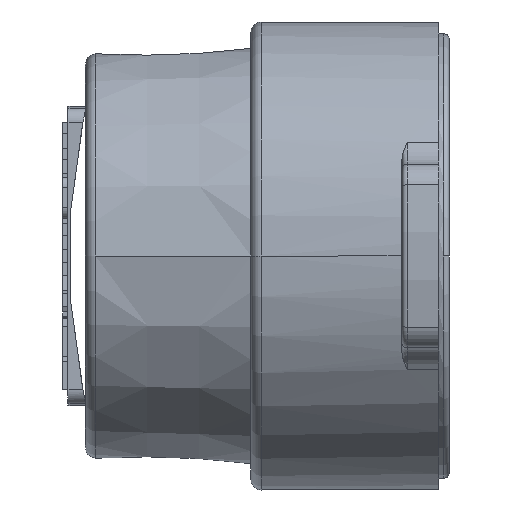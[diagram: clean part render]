
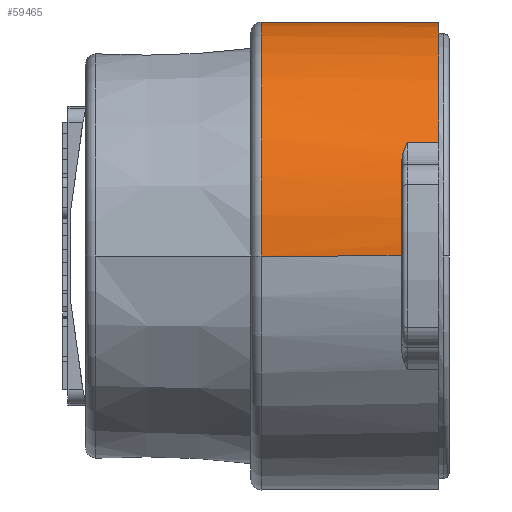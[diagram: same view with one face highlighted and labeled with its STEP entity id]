
A CAD part, front view. The second image highlights one B-rep face of the part: STEP entity #59465.
In plain terms, the highlighted cylindrical face has radius 34.925 mm (diameter 69.85 mm), a partial arc.
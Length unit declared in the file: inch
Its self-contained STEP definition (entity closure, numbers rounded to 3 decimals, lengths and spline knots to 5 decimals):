
#2358 = AXIS2_PLACEMENT_3D ( 'NONE', #29528, #75854, #77145 ) ;
#2557 = VERTEX_POINT ( 'NONE', #51833 ) ;
#4403 = LINE ( 'NONE', #32207, #32628 ) ;
#5811 = DIRECTION ( 'NONE',  ( 1., 0., 0. ) ) ;
#6933 = CARTESIAN_POINT ( 'NONE',  ( 1.80886, -1.20158, 0.66846 ) ) ;
#7256 = CARTESIAN_POINT ( 'NONE',  ( 1.80493, -1.20654, 0.65948 ) ) ;
#7348 = CARTESIAN_POINT ( 'NONE',  ( 1.87086, 0., 0. ) ) ;
#8299 = AXIS2_PLACEMENT_3D ( 'NONE', #7348, #73312, #34312 ) ;
#9334 = ORIENTED_EDGE ( 'NONE', *, *, #55605, .F. ) ;
#10654 = DIRECTION ( 'NONE',  ( 1., 0., 0. ) ) ;
#13300 = ORIENTED_EDGE ( 'NONE', *, *, #79398, .T. ) ;
#14094 = CIRCLE ( 'NONE', #62563, 1.375 ) ;
#14132 = VERTEX_POINT ( 'NONE', #27469 ) ;
#14382 = ORIENTED_EDGE ( 'NONE', *, *, #44575, .F. ) ;
#16876 = VERTEX_POINT ( 'NONE', #6933 ) ;
#17186 = EDGE_CURVE ( 'NONE', #16876, #77595, #77852, .T. ) ;
#17592 = VECTOR ( 'NONE', #26067, 39.37008 ) ;
#18127 = CARTESIAN_POINT ( 'NONE',  ( 1.77786, 0., 0. ) ) ;
#18283 = ORIENTED_EDGE ( 'NONE', *, *, #53876, .F. ) ;
#19154 = CARTESIAN_POINT ( 'NONE',  ( 1.87086, 1.26958, 0.528 ) ) ;
#19166 = VERTEX_POINT ( 'NONE', #59600 ) ;
#19335 = DIRECTION ( 'NONE',  ( 0., -0.986, 0.168 ) ) ;
#19950 = CARTESIAN_POINT ( 'NONE',  ( 1.77786, -1.25447, 0.56296 ) ) ;
#20772 = CARTESIAN_POINT ( 'NONE',  ( 1.80734, -1.20351, 0.66499 ) ) ;
#22512 = VECTOR ( 'NONE', #10654, 39.37008 ) ;
#23243 = LINE ( 'NONE', #23676, #22512 ) ;
#23676 = CARTESIAN_POINT ( 'NONE',  ( 0.953, -1.375, 0. ) ) ;
#25574 = VECTOR ( 'NONE', #78982, 39.37008 ) ;
#26067 = DIRECTION ( 'NONE',  ( 1., 0., 0. ) ) ;
#27278 = VERTEX_POINT ( 'NONE', #54801 ) ;
#27469 = CARTESIAN_POINT ( 'NONE',  ( 1.85004, -1.35555, 0.23043 ) ) ;
#27981 = EDGE_CURVE ( 'NONE', #14132, #27278, #42750, .T. ) ;
#29528 = CARTESIAN_POINT ( 'NONE',  ( 0.953, 0., 0. ) ) ;
#30880 = CARTESIAN_POINT ( 'NONE',  ( 1.87086, 1.375, 0. ) ) ;
#31488 = EDGE_CURVE ( 'NONE', #16876, #84523, #74761, .T. ) ;
#31528 = EDGE_LOOP ( 'NONE', ( #14382, #31842, #13300, #36070, #74018, #35192, #84885, #80799, #18283, #35060, #9334 ) ) ;
#31647 = CARTESIAN_POINT ( 'NONE',  ( 0.953, 1.375, 0. ) ) ;
#31649 = CARTESIAN_POINT ( 'NONE',  ( 1.87086, 1.26958, 0.528 ) ) ;
#31842 = ORIENTED_EDGE ( 'NONE', *, *, #70717, .F. ) ;
#32176 = LINE ( 'NONE', #19154, #17592 ) ;
#32207 = CARTESIAN_POINT ( 'NONE',  ( 0.953, 1.375, 0. ) ) ;
#32358 = FACE_OUTER_BOUND ( 'NONE', #31528, .T. ) ;
#32628 = VECTOR ( 'NONE', #65127, 39.37008 ) ;
#33212 = CARTESIAN_POINT ( 'NONE',  ( 1.80886, -1.20158, 0.66846 ) ) ;
#34312 = DIRECTION ( 'NONE',  ( 0., 1., 0. ) ) ;
#35055 = CARTESIAN_POINT ( 'NONE',  ( 1.79913, -1.2139, 0.64581 ) ) ;
#35060 = ORIENTED_EDGE ( 'NONE', *, *, #70440, .F. ) ;
#35192 = ORIENTED_EDGE ( 'NONE', *, *, #58214, .F. ) ;
#35629 = AXIS2_PLACEMENT_3D ( 'NONE', #66235, #51985, #65419 ) ;
#36070 = ORIENTED_EDGE ( 'NONE', *, *, #27981, .F. ) ;
#37497 = EDGE_CURVE ( 'NONE', #19166, #14132, #58637, .T. ) ;
#38022 = CARTESIAN_POINT ( 'NONE',  ( 0.953, -1.375, 0. ) ) ;
#40876 = CARTESIAN_POINT ( 'NONE',  ( 1.77786, -1.25447, 0.56296 ) ) ;
#42626 = VERTEX_POINT ( 'NONE', #30880 ) ;
#42750 = CIRCLE ( 'NONE', #84288, 1.375 ) ;
#44575 = EDGE_CURVE ( 'NONE', #56293, #42626, #4403, .T. ) ;
#46046 = CARTESIAN_POINT ( 'NONE',  ( 1.77786, -1.35555, 0.23043 ) ) ;
#46617 = DIRECTION ( 'NONE',  ( 1., 0., 0. ) ) ;
#47218 = CARTESIAN_POINT ( 'NONE',  ( 1.80195, -1.21031, 0.65252 ) ) ;
#48085 = CARTESIAN_POINT ( 'NONE',  ( 1.79818, -1.21512, 0.64351 ) ) ;
#51465 = DIRECTION ( 'NONE',  ( 1., 0., 0. ) ) ;
#51833 = CARTESIAN_POINT ( 'NONE',  ( 1.99586, 1.26958, 0.528 ) ) ;
#51985 = DIRECTION ( 'NONE',  ( 1., 0., 0. ) ) ;
#52255 = CARTESIAN_POINT ( 'NONE',  ( 1.85004, 0., 0. ) ) ;
#52675 = CARTESIAN_POINT ( 'NONE',  ( 0.93331, 0., 0. ) ) ;
#53876 = EDGE_CURVE ( 'NONE', #2557, #84523, #70356, .T. ) ;
#54801 = CARTESIAN_POINT ( 'NONE',  ( 1.85004, -1.375, 0. ) ) ;
#55605 = EDGE_CURVE ( 'NONE', #42626, #84444, #70689, .T. ) ;
#56293 = VERTEX_POINT ( 'NONE', #31647 ) ;
#57328 = AXIS2_PLACEMENT_3D ( 'NONE', #52675, #5811, #79950 ) ;
#58214 = EDGE_CURVE ( 'NONE', #77595, #19166, #14094, .T. ) ;
#58637 = LINE ( 'NONE', #46046, #25574 ) ;
#59465 = ADVANCED_FACE ( 'NONE', ( #32358 ), #65270, .T. ) ;
#59600 = CARTESIAN_POINT ( 'NONE',  ( 1.77786, -1.35555, 0.23043 ) ) ;
#60616 = CARTESIAN_POINT ( 'NONE',  ( 1.80886, -1.20158, 0.66846 ) ) ;
#61286 = VERTEX_POINT ( 'NONE', #38022 ) ;
#61501 = CARTESIAN_POINT ( 'NONE',  ( 1.79355, -1.22113, 0.63213 ) ) ;
#62563 = AXIS2_PLACEMENT_3D ( 'NONE', #18127, #51465, #77480 ) ;
#65127 = DIRECTION ( 'NONE',  ( 1., 0., 0. ) ) ;
#65270 = CYLINDRICAL_SURFACE ( 'NONE', #57328, 1.375 ) ;
#65419 = DIRECTION ( 'NONE',  ( 0., 0.923, 0.384 ) ) ;
#66235 = CARTESIAN_POINT ( 'NONE',  ( 1.99586, 0., 0. ) ) ;
#66445 = VECTOR ( 'NONE', #46617, 39.37008 ) ;
#68881 = CIRCLE ( 'NONE', #2358, 1.375 ) ;
#70356 = CIRCLE ( 'NONE', #35629, 1.375 ) ;
#70440 = EDGE_CURVE ( 'NONE', #84444, #2557, #32176, .T. ) ;
#70689 = CIRCLE ( 'NONE', #8299, 1.375 ) ;
#70717 = EDGE_CURVE ( 'NONE', #61286, #56293, #68881, .T. ) ;
#73312 = DIRECTION ( 'NONE',  ( 1., 0., 0. ) ) ;
#73650 = CARTESIAN_POINT ( 'NONE',  ( 1.80102, -1.21149, 0.65033 ) ) ;
#74018 = ORIENTED_EDGE ( 'NONE', *, *, #37497, .F. ) ;
#74461 = CARTESIAN_POINT ( 'NONE',  ( 1.99586, -1.20158, 0.66846 ) ) ;
#74509 = CARTESIAN_POINT ( 'NONE',  ( 1.78145, -1.23923, 0.5961 ) ) ;
#74761 = LINE ( 'NONE', #33212, #66445 ) ;
#75854 = DIRECTION ( 'NONE',  ( -1., 0., 0. ) ) ;
#77145 = DIRECTION ( 'NONE',  ( 0., -1., 0. ) ) ;
#77480 = DIRECTION ( 'NONE',  ( 0., -0.912, 0.409 ) ) ;
#77595 = VERTEX_POINT ( 'NONE', #40876 ) ;
#77852 = B_SPLINE_CURVE_WITH_KNOTS ( 'NONE', 3,
 ( #60616, #20772, #7256, #47218, #73650, #35055, #48085, #61501, #80569, #74509, #79309, #19950 ),
 .UNSPECIFIED., .F., .F.,
 ( 4, 2, 2, 2, 2, 4 ),
 ( 0., 0.125, 0.1875, 0.25, 0.5, 1. ),
 .UNSPECIFIED. ) ;
#78684 = DIRECTION ( 'NONE',  ( 1., 0., 0. ) ) ;
#78982 = DIRECTION ( 'NONE',  ( 1., 0., 0. ) ) ;
#79309 = CARTESIAN_POINT ( 'NONE',  ( 1.77786, -1.24751, 0.57848 ) ) ;
#79398 = EDGE_CURVE ( 'NONE', #61286, #27278, #23243, .T. ) ;
#79950 = DIRECTION ( 'NONE',  ( 0., 1., 0. ) ) ;
#80569 = CARTESIAN_POINT ( 'NONE',  ( 1.79014, -1.22577, 0.62306 ) ) ;
#80799 = ORIENTED_EDGE ( 'NONE', *, *, #31488, .T. ) ;
#84288 = AXIS2_PLACEMENT_3D ( 'NONE', #52255, #78684, #19335 ) ;
#84444 = VERTEX_POINT ( 'NONE', #31649 ) ;
#84523 = VERTEX_POINT ( 'NONE', #74461 ) ;
#84885 = ORIENTED_EDGE ( 'NONE', *, *, #17186, .F. ) ;
